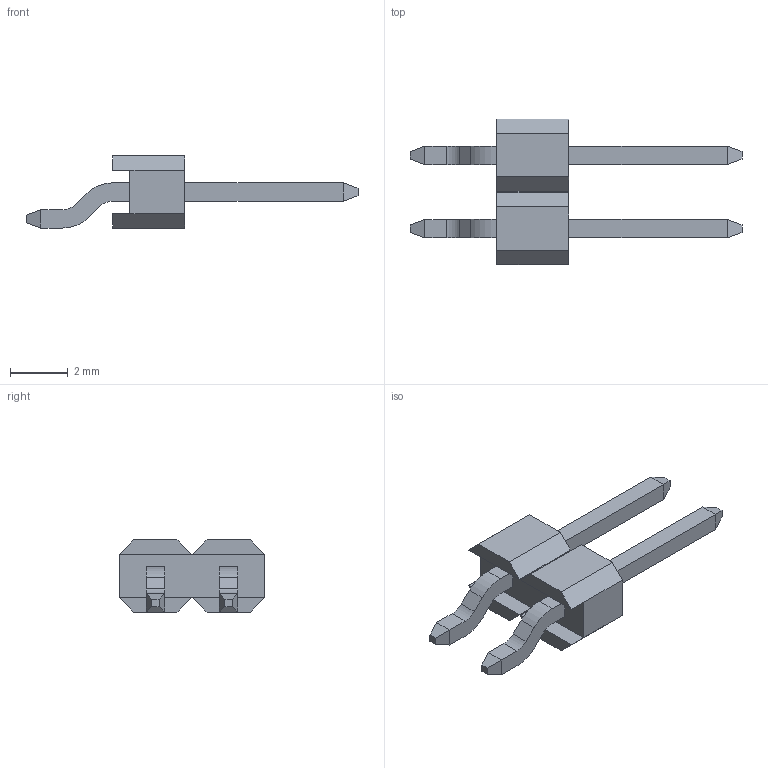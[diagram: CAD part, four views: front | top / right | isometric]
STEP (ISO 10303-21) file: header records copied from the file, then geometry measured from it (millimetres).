
FILE_DESCRIPTION(('FreeCAD Model'),'2;1');
FILE_NAME('Open CASCADE Shape Model','2024-03-22T18:50:59',(''),(''), 'Open CASCADE STEP processor 7.6','FreeCAD','Unknown');
FILE_SCHEMA(('AUTOMOTIVE_DESIGN { 1 0 10303 214 1 1 1 1 }'));
Length unit declared in the file: millimetre
Products named in the file (4): PinHeader_1x2_P2.54 mm_Horizontal_SMD_Right; Plastic; MetalPins; PinMetal
Assembly tree (4 placements, depth 3):
  PinHeader_1x2_P2.54 mm_Horizontal_SMD_Right
    Plastic
    MetalPins
      PinMetal  x2
Bounding box: 11.5 x 5.04 x 2.5 mm (x, y, z)
Volume: 32 mm3; surface area: 131.1 mm2
Topology: 3 solids, 3 shells, 78 faces, 192 edges, 120 vertices
Faces by surface type: plane 70, cylinder 8
Entity records: 1873 total; most frequent: CARTESIAN_POINT 289, ORIENTED_EDGE 280, DIRECTION 270, EDGE_CURVE 140, LINE 132, VECTOR 132, VERTEX_POINT 88, AXIS2_PLACEMENT_3D 69
